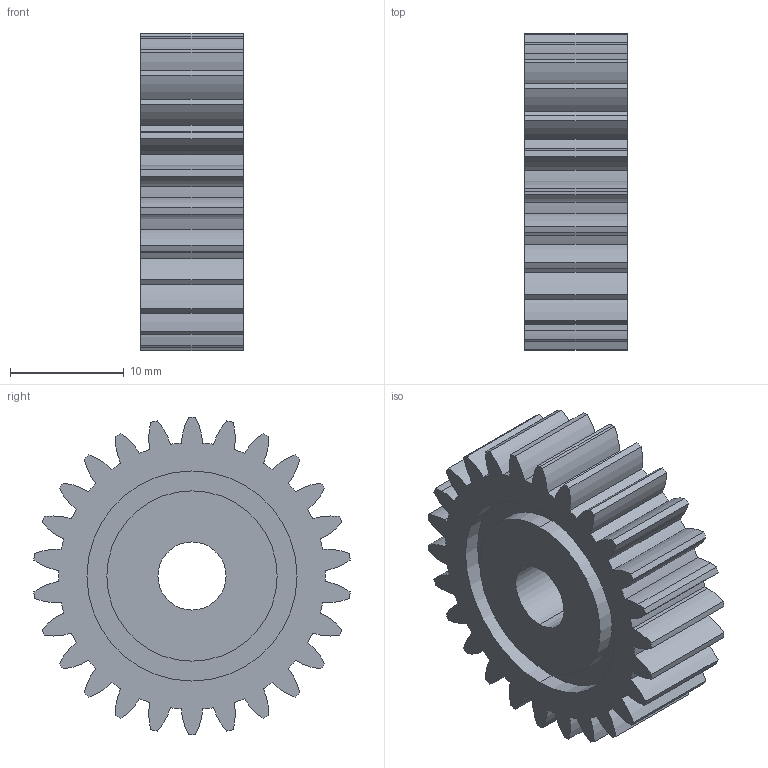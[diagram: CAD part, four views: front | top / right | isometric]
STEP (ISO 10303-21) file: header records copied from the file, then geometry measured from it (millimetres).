
FILE_DESCRIPTION (( 'STEP AP214' ), '1' );
FILE_NAME ('spur_gear_CUT_26T_28302601.step', '2023-05-17T11:19:17', ( '' ), ( '' ), 'SwSTEP 2.0', 'SolidWorks 2022', '' );
FILE_SCHEMA (( 'AUTOMOTIVE_DESIGN' ));
Length unit declared in the file: millimetre
Products named in the file (1): spur_gear_CUT_26T_28302601
Bounding box: 9 x 27.86 x 28 mm (x, y, z)
Volume: 4118.8 mm3; surface area: 2940.9 mm2
Topology: 1 solids, 1 shells, 125 faces, 357 edges, 238 vertices
Faces by surface type: cylinder 119, plane 6
Entity records: 4267 total; most frequent: DIRECTION 847, CARTESIAN_POINT 721, ORIENTED_EDGE 714, AXIS2_PLACEMENT_3D 364, EDGE_CURVE 357, CIRCLE 238, VERTEX_POINT 238, EDGE_LOOP 131
